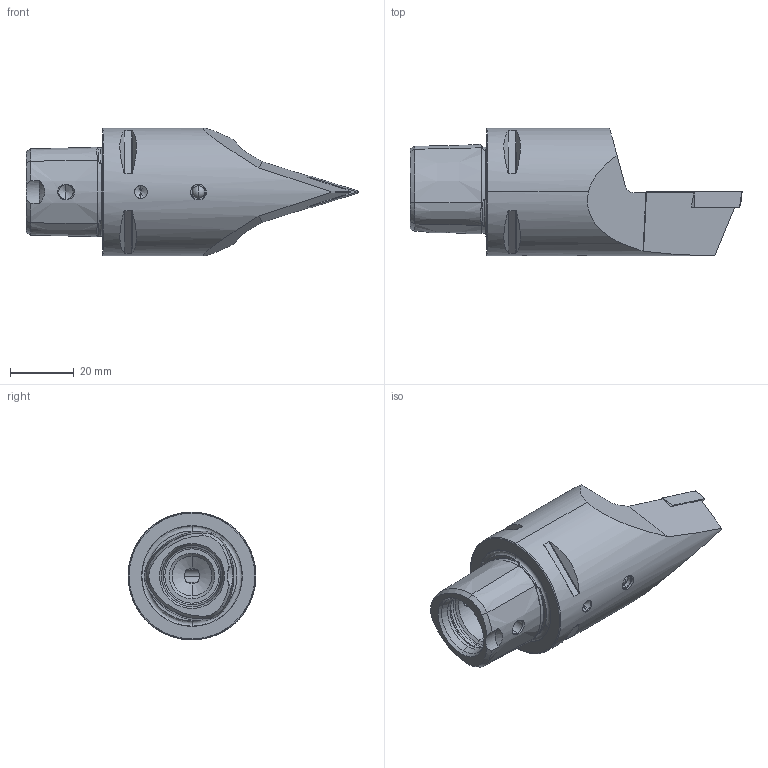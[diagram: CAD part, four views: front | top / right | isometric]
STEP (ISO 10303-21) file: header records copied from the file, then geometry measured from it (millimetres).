
FILE_DESCRIPTION (( 'STEP AP203' ), '1' );
FILE_NAME ('PS4.KVF.NVA.080.STEP', '2024-08-22T13:31:55', ( '' ), ( '' ), 'SwSTEP 2.0', 'SolidWorks 2022', '' );
FILE_SCHEMA (( 'CONFIG_CONTROL_DESIGN' ));
Length unit declared in the file: millimetre
Products named in the file (5): KVT_MB_600_050; PS4.KVF.NVA.080; PS4-KVF.NVA.080_A_Fertigbearbeitung; VBMT160404; WCB-ER2.001.009_A
Assembly tree (4 placements, depth 2):
  PS4.KVF.NVA.080
    PS4-KVF.NVA.080_A_Fertigbearbeitung
    VBMT160404
    WCB-ER2.001.009_A
    KVT_MB_600_050
Bounding box: 104 x 40 x 40 mm (x, y, z)
Volume: 64599.5 mm3; surface area: 14871.3 mm2
Topology: 5 solids, 5 shells, 288 faces, 708 edges, 423 vertices
Faces by surface type: cone 102, cylinder 74, plane 54, torus 40, bspline 14, sphere 4
Entity records: 9922 total; most frequent: CARTESIAN_POINT 3006, ORIENTED_EDGE 1378, DIRECTION 1312, EDGE_CURVE 689, AXIS2_PLACEMENT_3D 536, VERTEX_POINT 420, EDGE_LOOP 305, ADVANCED_FACE 288
